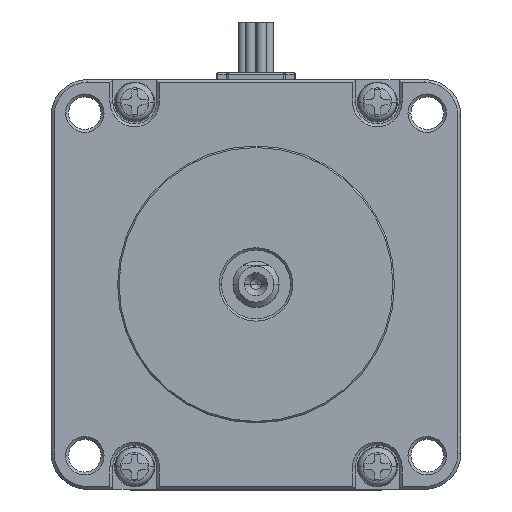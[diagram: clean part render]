
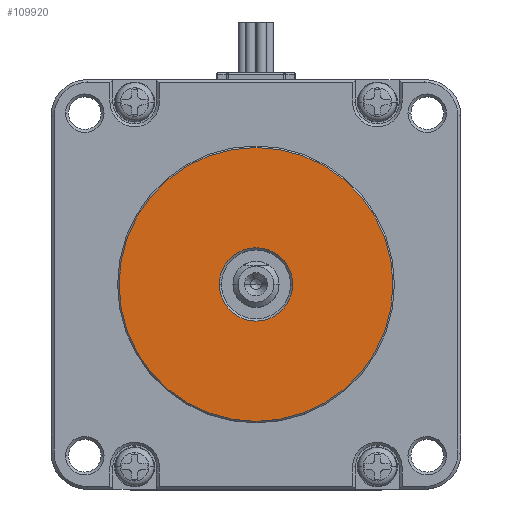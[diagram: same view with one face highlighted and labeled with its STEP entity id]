
A CAD part, top view. The second image highlights one B-rep face of the part: STEP entity #109920.
In plain terms, the highlighted planar face has unit normal (0, 0, 1).
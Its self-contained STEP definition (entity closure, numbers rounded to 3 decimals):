
#89570=CARTESIAN_POINT('',(-18.85,0.,1.6));
#89580=VERTEX_POINT('',#89570);
#89660=CARTESIAN_POINT('',(18.85,0.,1.6));
#89670=VERTEX_POINT('',#89660);
#89700=CARTESIAN_POINT('',(0.,0.,
1.6));
#89710=DIRECTION('',(-0.,-0.,1.));
#89720=DIRECTION('',(-1.,0.,-0.));
#89730=AXIS2_PLACEMENT_3D('',#89700,#89710,#89720);
#89740=CIRCLE('',#89730,18.85);
#89750=EDGE_CURVE('',#89670,#89580,#89740,.T.);
#109670=CARTESIAN_POINT('',(-19.076,-19.076,1.6));
#109680=DIRECTION('',(0.,0.,1.));
#109690=DIRECTION('',(1.,0.,-0.));
#109700=AXIS2_PLACEMENT_3D('',#109670,#109680,#109690);
#109710=PLANE('',#109700);
#109720=EDGE_CURVE('',#89580,#89670,#89740,.T.);
#109730=ORIENTED_EDGE('',*,*,#109720,.T.);
#109740=ORIENTED_EDGE('',*,*,#89750,.T.);
#109750=EDGE_LOOP('',(#109740,#109730));
#109760=FACE_OUTER_BOUND('',#109750,.T.);
#109770=CARTESIAN_POINT('',(0.,0.,1.6
));
#109780=DIRECTION('',(-0.,-0.,-1.));
#109790=DIRECTION('',(1.,0.,0.));
#109800=AXIS2_PLACEMENT_3D('',#109770,#109780,#109790);
#109810=CIRCLE('',#109800,5.05);
#109820=CARTESIAN_POINT('',(-5.05,0.,
1.6));
#109830=VERTEX_POINT('',#109820);
#109840=CARTESIAN_POINT('',(5.05,0.,1.6));
#109850=VERTEX_POINT('',#109840);
#109860=EDGE_CURVE('',#109830,#109850,#109810,.T.);
#109870=ORIENTED_EDGE('',*,*,#109860,.T.);
#109880=EDGE_CURVE('',#109850,#109830,#109810,.T.);
#109890=ORIENTED_EDGE('',*,*,#109880,.T.);
#109900=EDGE_LOOP('',(#109890,#109870));
#109910=FACE_BOUND('',#109900,.T.);
#109920=ADVANCED_FACE('',(#109760,#109910),#109710,.T.);
